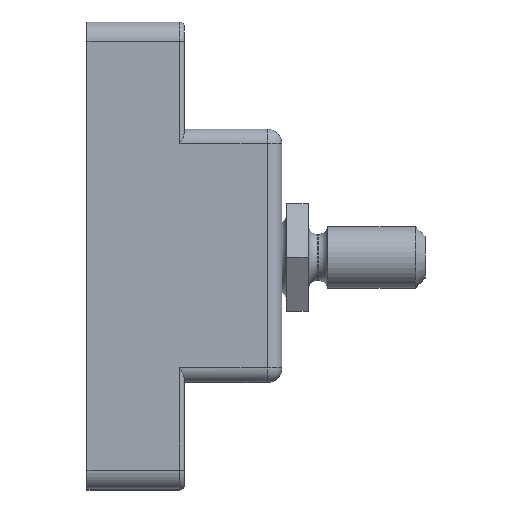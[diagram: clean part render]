
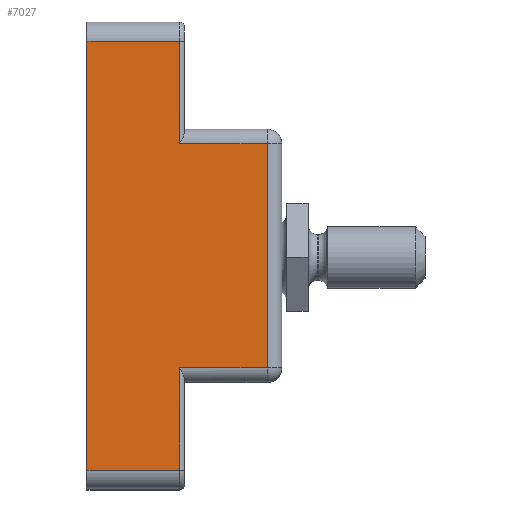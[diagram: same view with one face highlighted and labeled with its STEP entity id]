
A CAD part, top view. The second image highlights one B-rep face of the part: STEP entity #7027.
In plain terms, the highlighted planar face has unit normal (0, 0, 1).
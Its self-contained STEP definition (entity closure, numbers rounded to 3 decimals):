
#721=LINE('',#15052,#1271);
#801=LINE('',#15232,#1351);
#802=LINE('',#15234,#1352);
#803=LINE('',#15235,#1353);
#804=LINE('',#15237,#1354);
#805=LINE('',#15239,#1355);
#806=LINE('',#15241,#1356);
#807=LINE('',#15242,#1357);
#1271=VECTOR('',#9578,44.);
#1351=VECTOR('',#9730,9.);
#1352=VECTOR('',#9731,10.5);
#1353=VECTOR('',#9732,9.5);
#1354=VECTOR('',#9733,9.5);
#1355=VECTOR('',#9734,10.5);
#1356=VECTOR('',#9735,9.);
#1357=VECTOR('',#9736,23.);
#1517=PLANE('',#7775);
#1949=FACE_OUTER_BOUND('',#2411,.T.);
#2411=EDGE_LOOP('',(#6290,#6291,#6292,#6293,#6294,#6295,#6296,#6297));
#3471=VERTEX_POINT('',#15050);
#3472=VERTEX_POINT('',#15051);
#3535=VERTEX_POINT('',#15230);
#3536=VERTEX_POINT('',#15231);
#3537=VERTEX_POINT('',#15233);
#3538=VERTEX_POINT('',#15236);
#3539=VERTEX_POINT('',#15238);
#3540=VERTEX_POINT('',#15240);
#4400=EDGE_CURVE('',#3471,#3472,#721,.T.);
#4498=EDGE_CURVE('',#3535,#3536,#801,.T.);
#4499=EDGE_CURVE('',#3536,#3537,#802,.T.);
#4500=EDGE_CURVE('',#3537,#3471,#803,.T.);
#4501=EDGE_CURVE('',#3472,#3538,#804,.T.);
#4502=EDGE_CURVE('',#3538,#3539,#805,.T.);
#4503=EDGE_CURVE('',#3539,#3540,#806,.T.);
#4504=EDGE_CURVE('',#3540,#3535,#807,.T.);
#6290=ORIENTED_EDGE('',*,*,#4498,.T.);
#6291=ORIENTED_EDGE('',*,*,#4499,.T.);
#6292=ORIENTED_EDGE('',*,*,#4500,.T.);
#6293=ORIENTED_EDGE('',*,*,#4400,.T.);
#6294=ORIENTED_EDGE('',*,*,#4501,.T.);
#6295=ORIENTED_EDGE('',*,*,#4502,.T.);
#6296=ORIENTED_EDGE('',*,*,#4503,.T.);
#6297=ORIENTED_EDGE('',*,*,#4504,.T.);
#7027=ADVANCED_FACE('',(#1949),#1517,.F.);
#7775=AXIS2_PLACEMENT_3D('',#15229,#9728,#9729);
#9578=DIRECTION('',(1.,0.,0.));
#9728=DIRECTION('center_axis',(0.,0.,
-1.));
#9729=DIRECTION('ref_axis',(0.,-1.,0.));
#9730=DIRECTION('',(0.,-1.,0.));
#9731=DIRECTION('',(-1.,0.,0.));
#9732=DIRECTION('',(0.,-1.,0.));
#9733=DIRECTION('',(0.,1.,0.));
#9734=DIRECTION('',(-1.,0.,0.));
#9735=DIRECTION('',(0.,1.,0.));
#9736=DIRECTION('',(-1.,0.,0.));
#15050=CARTESIAN_POINT('',(-22.,0.,14.));
#15051=CARTESIAN_POINT('',(22.,0.,14.));
#15052=CARTESIAN_POINT('',(24.,0.,14.));
#15229=CARTESIAN_POINT('Origin',(-24.,10.,14.));
#15230=CARTESIAN_POINT('',(-11.5,18.5,14.));
#15231=CARTESIAN_POINT('',(-11.5,9.5,14.));
#15232=CARTESIAN_POINT('',(-11.5,10.,14.));
#15233=CARTESIAN_POINT('',(-22.,9.5,14.));
#15234=CARTESIAN_POINT('',(-24.,9.5,14.));
#15235=CARTESIAN_POINT('',(-22.,10.,14.));
#15236=CARTESIAN_POINT('',(22.,9.5,14.));
#15237=CARTESIAN_POINT('',(22.,10.,14.));
#15238=CARTESIAN_POINT('',(11.5,9.5,14.));
#15239=CARTESIAN_POINT('',(-24.,9.5,14.));
#15240=CARTESIAN_POINT('',(11.5,18.5,14.));
#15241=CARTESIAN_POINT('',(11.5,10.,14.));
#15242=CARTESIAN_POINT('',(-24.,18.5,14.));
